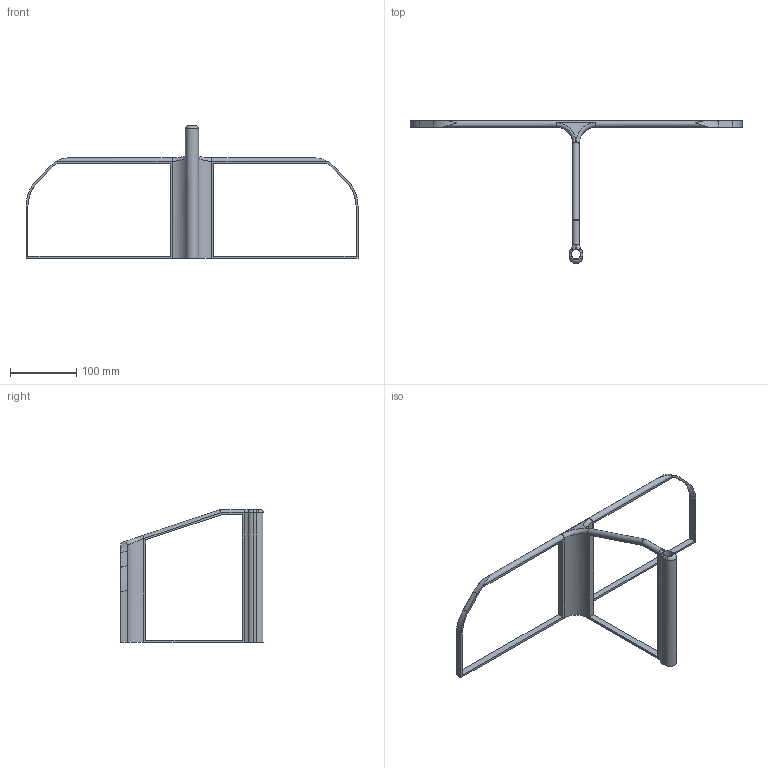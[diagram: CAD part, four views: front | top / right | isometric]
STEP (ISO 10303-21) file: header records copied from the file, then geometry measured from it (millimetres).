
FILE_DESCRIPTION(/* description */ (''),/* implementation_level */ '2;1');
FILE_NAME(/* name */ '3a0bd737-88d6-443e-993e-064811c11466.stp',/* time_stamp */ '2019-01-08T14:12:35+00:00',/* author */ (''),/* organization */ (''),/* preprocessor_version */ 'ST-DEVELOPER v17.2',/* originating_system */ 'Autodesk Translation Framework v7.6.0.251',/* authorisation */ '');
FILE_SCHEMA (('AUTOMOTIVE_DESIGN { 1 0 10303 214 3 1 1 }'));
Length unit declared in the file: millimetre
Products named in the file (1): T-Tail fixed
Bounding box: 500 x 215 x 200 mm (x, y, z)
Volume: 292797.1 mm3; surface area: 105477.3 mm2
Topology: 1 solids, 2 shells, 69 faces, 182 edges, 114 vertices
Faces by surface type: plane 34, cylinder 19, bspline 11, torus 4, sphere 1
Full cylindrical faces by diameter (mm): 14.2 x1
Entity records: 2380 total; most frequent: CARTESIAN_POINT 664, ORIENTED_EDGE 360, DIRECTION 333, EDGE_CURVE 180, AXIS2_PLACEMENT_3D 115, VERTEX_POINT 114, LINE 103, VECTOR 103
